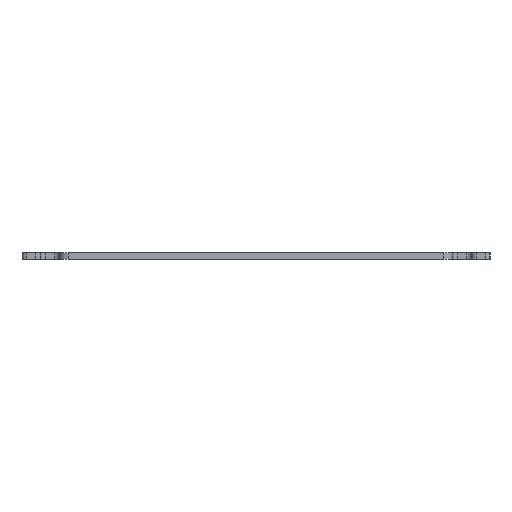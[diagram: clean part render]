
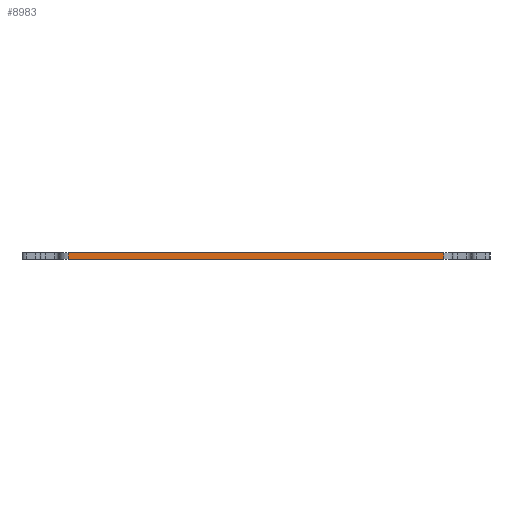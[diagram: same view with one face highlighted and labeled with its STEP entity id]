
A CAD part, left-side view. The second image highlights one B-rep face of the part: STEP entity #8983.
In plain terms, the highlighted planar face has unit normal (-1, 0, 0).
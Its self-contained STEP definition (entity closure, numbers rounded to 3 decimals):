
#745=FACE_OUTER_BOUND('',#1233,.T.);
#1233=EDGE_LOOP('',(#7787,#7788,#7789,#7790));
#1769=LINE('',#12647,#2649);
#2584=LINE('',#15090,#3464);
#2585=LINE('',#15093,#3465);
#2586=LINE('',#15094,#3466);
#2649=VECTOR('',#9977,10.);
#3464=VECTOR('',#12424,10.);
#3465=VECTOR('',#12427,10.);
#3466=VECTOR('',#12428,10.);
#3547=VERTEX_POINT('',#12644);
#3548=VERTEX_POINT('',#12646);
#4360=VERTEX_POINT('',#15088);
#4361=VERTEX_POINT('',#15092);
#4427=EDGE_CURVE('',#3547,#3548,#1769,.T.);
#5649=EDGE_CURVE('',#4360,#3548,#2584,.T.);
#5650=EDGE_CURVE('',#4360,#4361,#2585,.T.);
#5651=EDGE_CURVE('',#4361,#3547,#2586,.T.);
#7787=ORIENTED_EDGE('',*,*,#5650,.F.);
#7788=ORIENTED_EDGE('',*,*,#5649,.T.);
#7789=ORIENTED_EDGE('',*,*,#4427,.F.);
#7790=ORIENTED_EDGE('',*,*,#5651,.F.);
#8556=PLANE('',#9866);
#8983=ADVANCED_FACE('',(#745),#8556,.T.);
#9866=AXIS2_PLACEMENT_3D('',#15091,#12425,#12426);
#9977=DIRECTION('',(0.,-1.,0.));
#12424=DIRECTION('',(0.,0.,1.));
#12425=DIRECTION('center_axis',(-1.,0.,
0.));
#12426=DIRECTION('ref_axis',(0.,-1.,0.));
#12427=DIRECTION('',(0.,1.,0.));
#12428=DIRECTION('',(0.,0.,1.));
#12644=CARTESIAN_POINT('',(22.6,-22.4,6.1));
#12646=CARTESIAN_POINT('',(22.6,-103.4,6.1));
#12647=CARTESIAN_POINT('',(22.6,-103.4,6.1));
#15088=CARTESIAN_POINT('',(22.6,-103.4,4.6));
#15090=CARTESIAN_POINT('',(22.6,-103.4,4.6));
#15091=CARTESIAN_POINT('Origin',(22.6,-22.4,4.6));
#15092=CARTESIAN_POINT('',(22.6,-22.4,4.6));
#15093=CARTESIAN_POINT('',(22.6,-103.4,4.6));
#15094=CARTESIAN_POINT('',(22.6,-22.4,4.6));
